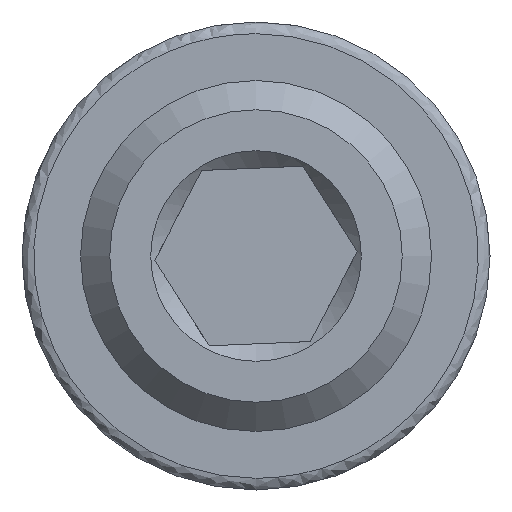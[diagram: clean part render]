
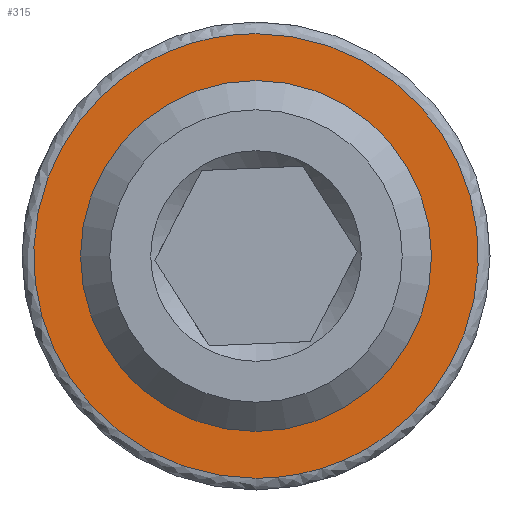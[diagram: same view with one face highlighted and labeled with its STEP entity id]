
A CAD part, front view. The second image highlights one B-rep face of the part: STEP entity #315.
In plain terms, the highlighted planar face has unit normal (0, -1, 0).
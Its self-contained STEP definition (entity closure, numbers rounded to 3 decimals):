
#15 = CARTESIAN_POINT ( 'NONE',  ( -74.552, -79.198, -1.5 ) ) ;
#34 = CARTESIAN_POINT ( 'NONE',  ( -70.752, -79.198, 1.9 ) ) ;
#44 = CARTESIAN_POINT ( 'NONE',  ( -74.552, -79.198, 1.9 ) ) ;
#57 = EDGE_CURVE ( 'NONE', #890, #988, #423, .T. ) ;
#115 = VERTEX_POINT ( 'NONE', #15 ) ;
#150 = FACE_OUTER_BOUND ( 'NONE', #1001, .T. ) ;
#185 = ORIENTED_EDGE ( 'NONE', *, *, #57, .F. ) ;
#205 = CARTESIAN_POINT ( 'NONE',  ( -70.752, -79.198, -1.9 ) ) ;
#217 = CARTESIAN_POINT ( 'NONE',  ( -74.552, -79.198, -1.9 ) ) ;
#223 = PLANE ( 'NONE',  #885 ) ;
#226 = FACE_BOUND ( 'NONE', #932, .T. ) ;
#249 = EDGE_CURVE ( 'NONE', #115, #115, #648, .T. ) ;
#279 = AXIS2_PLACEMENT_3D ( 'NONE', #657, #439, #906 ) ;
#310 = CARTESIAN_POINT ( 'NONE',  ( -74.552, -79.198, 0. ) ) ;
#315 = ADVANCED_FACE ( 'NONE', ( #150, #226 ), #223, .F. ) ;
#340 = CARTESIAN_POINT ( 'NONE',  ( -74.552, -79.198, 1.9 ) ) ;
#370 = DIRECTION ( 'NONE',  ( 0., 0., 1. ) ) ;
#423 =( BOUNDED_CURVE ( )  B_SPLINE_CURVE ( 3, ( #217, #448, #687, #44 ),
 .UNSPECIFIED., .F., .T. ) 
 B_SPLINE_CURVE_WITH_KNOTS ( ( 4, 4 ),
 ( 0., 1. ),
 .UNSPECIFIED. ) 
 CURVE ( )  GEOMETRIC_REPRESENTATION_ITEM ( )  RATIONAL_B_SPLINE_CURVE ( ( 1., 0.333, 0.333, 1. ) ) 
 REPRESENTATION_ITEM ( '' )  );
#439 = DIRECTION ( 'NONE',  ( 0., -1., 0. ) ) ;
#448 = CARTESIAN_POINT ( 'NONE',  ( -78.352, -79.198, -1.9 ) ) ;
#530 =( BOUNDED_CURVE ( )  B_SPLINE_CURVE ( 3, ( #1000, #34, #205, #689 ),
 .UNSPECIFIED., .F., .F. ) 
 B_SPLINE_CURVE_WITH_KNOTS ( ( 4, 4 ),
 ( 0., 1. ),
 .UNSPECIFIED. ) 
 CURVE ( )  GEOMETRIC_REPRESENTATION_ITEM ( )  RATIONAL_B_SPLINE_CURVE ( ( 1., 0.333, 0.333, 1. ) ) 
 REPRESENTATION_ITEM ( '' )  );
#612 = EDGE_CURVE ( 'NONE', #988, #890, #530, .T. ) ;
#648 = CIRCLE ( 'NONE', #279, 1.5 ) ;
#657 = CARTESIAN_POINT ( 'NONE',  ( -74.552, -79.198, 0. ) ) ;
#687 = CARTESIAN_POINT ( 'NONE',  ( -78.352, -79.198, 1.9 ) ) ;
#689 = CARTESIAN_POINT ( 'NONE',  ( -74.552, -79.198, -1.9 ) ) ;
#758 = ORIENTED_EDGE ( 'NONE', *, *, #249, .F. ) ;
#788 = DIRECTION ( 'NONE',  ( 0., 1., 0. ) ) ;
#885 = AXIS2_PLACEMENT_3D ( 'NONE', #310, #788, #370 ) ;
#890 = VERTEX_POINT ( 'NONE', #969 ) ;
#906 = DIRECTION ( 'NONE',  ( 0., 0., -1. ) ) ;
#932 = EDGE_LOOP ( 'NONE', ( #758 ) ) ;
#969 = CARTESIAN_POINT ( 'NONE',  ( -74.552, -79.198, -1.9 ) ) ;
#975 = ORIENTED_EDGE ( 'NONE', *, *, #612, .F. ) ;
#988 = VERTEX_POINT ( 'NONE', #340 ) ;
#1000 = CARTESIAN_POINT ( 'NONE',  ( -74.552, -79.198, 1.9 ) ) ;
#1001 = EDGE_LOOP ( 'NONE', ( #975, #185 ) ) ;
